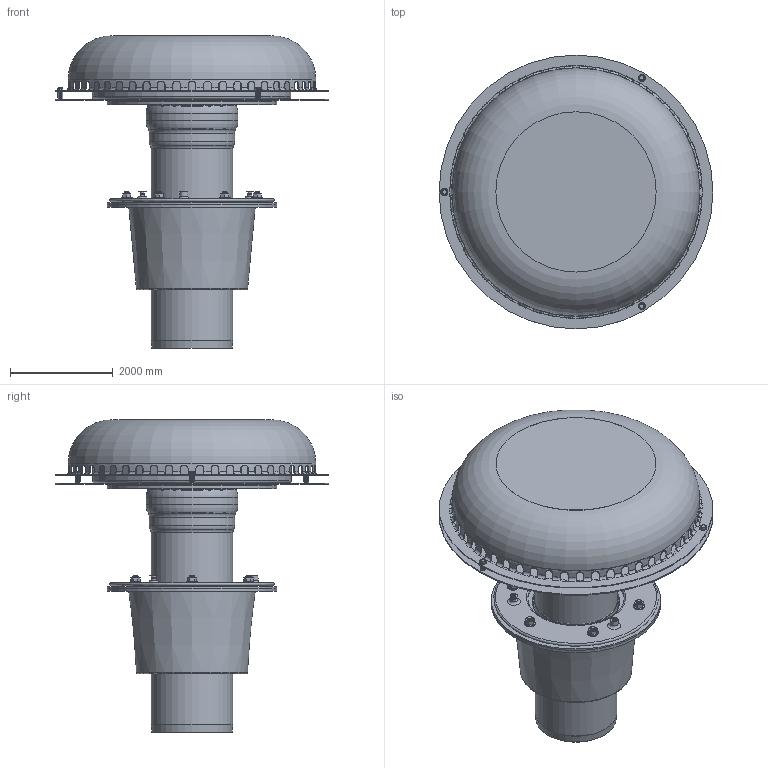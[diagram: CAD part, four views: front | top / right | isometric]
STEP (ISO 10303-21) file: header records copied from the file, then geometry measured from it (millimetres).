
FILE_DESCRIPTION(/* description */ (''),/* implementation_level */ '2;1');
FILE_NAME(/* name */ '21322.150X_3D.stp',/* time_stamp */ '2024-12-12T08:16:21+01:00',/* author */ ('CAD'),/* organization */ (''),/* preprocessor_version */ 'ST-DEVELOPER v20',/* originating_system */ 'AutoCAD Mechanical',/* authorisation */ '');
FILE_SCHEMA (('AUTOMOTIVE_DESIGN { 1 0 10303 214 3 1 1 }'));
Length unit declared in the file: centimetre
Products named in the file (13): Product; *U1; *U0; *U3; *U2; *U5; *U4; *U7; *U6; *U9; *U8; *U11; *U10
Assembly tree (36 placements, depth 3):
  Product
    *U1
      *U0  x6
    *U3
      *U2  x6
    *U5
      *U4  x6
    *U7
      *U6  x3
    *U9
      *U8  x6
    *U11
      *U10  x3
Bounding box: 5330 x 5330 x 6080 mm (x, y, z)
Volume: 5666509753.1 mm3; surface area: 297133889.8 mm2
Topology: 49 solids, 49 shells, 1316 faces, 3231 edges, 1989 vertices
Faces by surface type: cone 661, plane 348, cylinder 152, torus 105, bspline 50
Full cylindrical faces by diameter (mm): 40 x3, 70 x24, 80 x39, 83.76 x12, 100 x3, 140 x12, 160 x24, 1410 x1, 1560 x4, 1590 x2, 1610 x1, 1620 x1, 1638 x2, 1668 x2, 1710 x2, 1758 x2, 1788 x2, 1800 x1, 1900 x4, 2040 x1, 3300 x4, 3840 x1, 3870 x1, 4790 x1, 4820 x1, 5330 x2
Entity records: 31098 total; most frequent: CARTESIAN_POINT 11576, DIRECTION 4039, ORIENTED_EDGE 4036, EDGE_CURVE 2018, AXIS2_PLACEMENT_3D 1620, VERTEX_POINT 1269, EDGE_LOOP 947, CIRCLE 863
